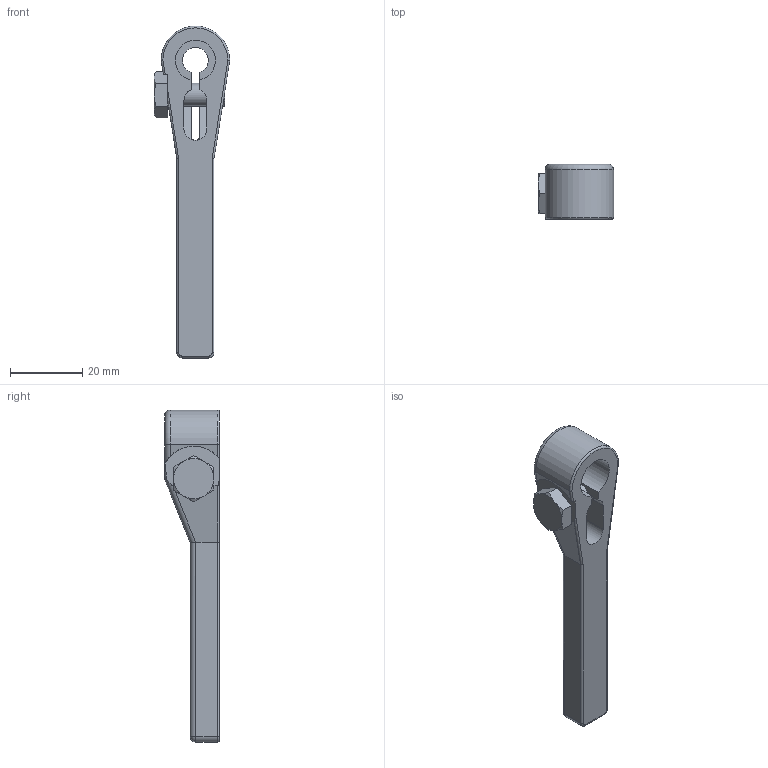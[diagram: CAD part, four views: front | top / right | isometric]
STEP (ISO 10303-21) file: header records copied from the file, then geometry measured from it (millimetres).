
FILE_DESCRIPTION((''),'2;1');
FILE_NAME('ILC91520502','2020-02-03T',('npeters'),(''),'PRO/ENGINEER BY PARAMETRIC TECHNOLOGY CORPORATION, 2013320','PRO/ENGINEER BY PARAMETRIC TECHNOLOGY CORPORATION, 2013320','');
FILE_SCHEMA(('AUTOMOTIVE_DESIGN { 1 0 10303 214 1 1 1 1 }'));
Length unit declared in the file: inch
Products named in the file (1): ILC91520502
Bounding box: 20.93 x 15.24 x 92.08 mm (x, y, z)
Volume: 10015 mm3; surface area: 5510.9 mm2
Topology: 1 solids, 1 shells, 71 faces, 188 edges, 117 vertices
Faces by surface type: cylinder 32, plane 27, cone 6, torus 4, sphere 2
Entity records: 3197 total; most frequent: CARTESIAN_POINT 664, ORIENTED_EDGE 376, DIRECTION 327, PRESENTATION_STYLE_ASSIGNMENT 205, STYLED_ITEM 189, CURVE_STYLE 188, EDGE_CURVE 188, AXIS2_PLACEMENT_3D 117
